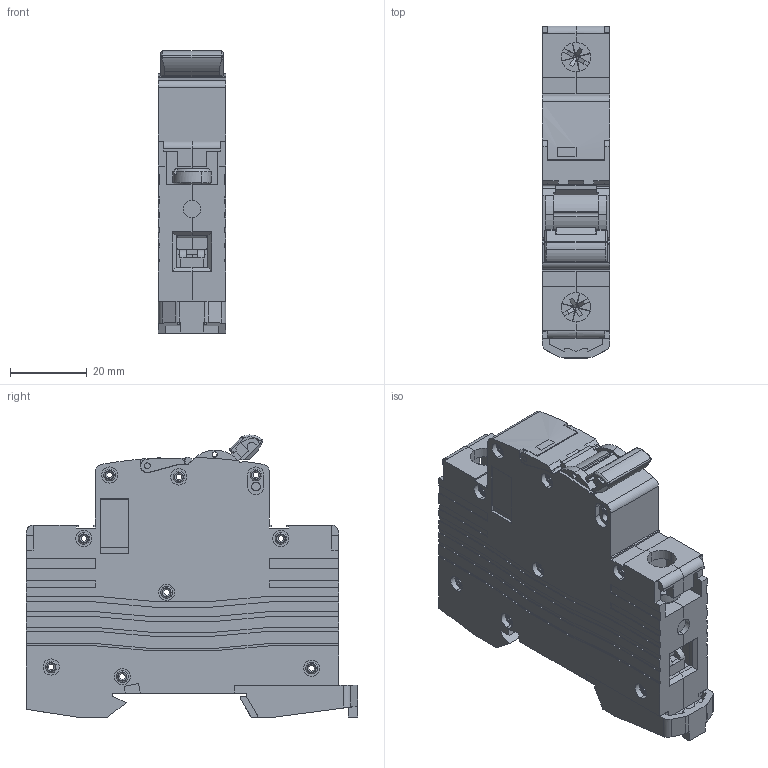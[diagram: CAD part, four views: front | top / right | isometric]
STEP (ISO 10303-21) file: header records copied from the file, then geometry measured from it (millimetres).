
FILE_DESCRIPTION (( 'STEP AP214' ), '1' );
FILE_NAME ('Âûêëþ÷àòåëü àâòîìàòè÷åñêèé AV-6 1P 10A (C) 6êÀ EKF AVERES (mcb6-1-10C-av).STEP', '2024-05-14T06:05:41', ( '' ), ( '' ), 'SwSTEP 2.0', 'SolidWorks 2021', '' );
FILE_SCHEMA (( 'AUTOMOTIVE_DESIGN' ));
Length unit declared in the file: millimetre
Products named in the file (1): Âûêëþ÷àòåëü àâòîìàòè÷åñêèé AV-6 1P 10A (C) 6êÀ EKF AVERES (mcb6-1-10C-av)
Bounding box: 17.5 x 86.2 x 73.3 mm (x, y, z)
Volume: 72543.2 mm3; surface area: 29367 mm2
Topology: 26 solids, 26 shells, 1096 faces, 2766 edges, 1749 vertices
Faces by surface type: plane 712, cylinder 270, torus 86, cone 18, sphere 6, bspline 4
Entity records: 33682 total; most frequent: CARTESIAN_POINT 6132, DIRECTION 5628, ORIENTED_EDGE 5520, EDGE_CURVE 2760, LINE 1910, VECTOR 1910, AXIS2_PLACEMENT_3D 1859, VERTEX_POINT 1747
